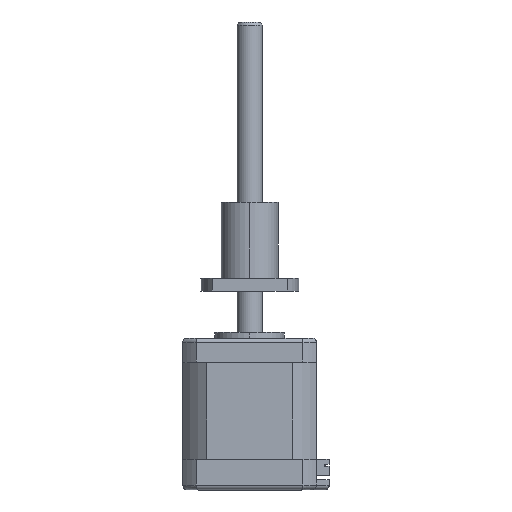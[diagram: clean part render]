
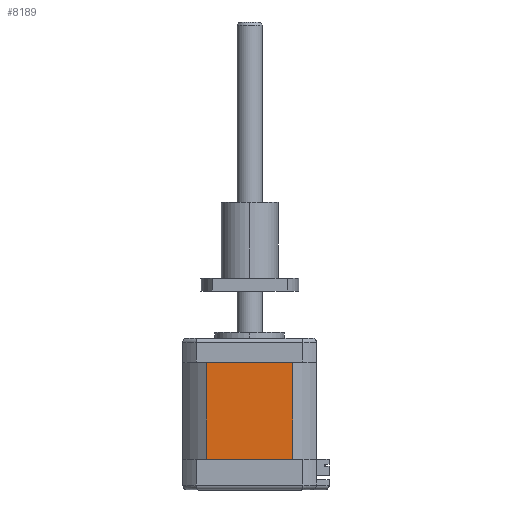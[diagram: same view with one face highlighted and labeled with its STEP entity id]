
A CAD part, top view. The second image highlights one B-rep face of the part: STEP entity #8189.
In plain terms, the highlighted planar face has unit normal (0, 0, 1).
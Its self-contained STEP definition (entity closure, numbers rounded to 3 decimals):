
#30 = VERTEX_POINT ( 'NONE', #11097 ) ;
#1223 = EDGE_CURVE ( 'NONE', #30, #4397, #18968, .T. ) ;
#1743 = VERTEX_POINT ( 'NONE', #7639 ) ;
#2161 = DIRECTION ( 'NONE',  ( 0., 0., -1. ) ) ;
#3724 = VECTOR ( 'NONE', #8642, 1000. ) ;
#4147 = EDGE_CURVE ( 'NONE', #8418, #30, #32214, .T. ) ;
#4397 = VERTEX_POINT ( 'NONE', #21645 ) ;
#5869 = CARTESIAN_POINT ( 'NONE',  ( 8.885, -16.057, 37.738 ) ) ;
#6418 = FACE_OUTER_BOUND ( 'NONE', #23733, .T. ) ;
#6908 = VECTOR ( 'NONE', #14734, 1000. ) ;
#7520 = CARTESIAN_POINT ( 'NONE',  ( 8.885, -16.057, 37.738 ) ) ;
#7639 = CARTESIAN_POINT ( 'NONE',  ( -18.303, -16.057, 37.738 ) ) ;
#8073 = DIRECTION ( 'NONE',  ( 0., 1., 0. ) ) ;
#8189 = ADVANCED_FACE ( 'NONE', ( #6418 ), #35687, .F. ) ;
#8418 = VERTEX_POINT ( 'NONE', #28245 ) ;
#8642 = DIRECTION ( 'NONE',  ( -1., 0., 0. ) ) ;
#10331 = EDGE_CURVE ( 'NONE', #8418, #1743, #29629, .T. ) ;
#11097 = CARTESIAN_POINT ( 'NONE',  ( 8.885, 14.443, 37.738 ) ) ;
#13797 = CARTESIAN_POINT ( 'NONE',  ( -18.303, -16.057, 37.738 ) ) ;
#14734 = DIRECTION ( 'NONE',  ( -1., 0., 0. ) ) ;
#15430 = AXIS2_PLACEMENT_3D ( 'NONE', #7520, #2161, #35916 ) ;
#18925 = LINE ( 'NONE', #13797, #32558 ) ;
#18968 = LINE ( 'NONE', #19967, #3724 ) ;
#19967 = CARTESIAN_POINT ( 'NONE',  ( 8.885, 14.443, 37.738 ) ) ;
#21645 = CARTESIAN_POINT ( 'NONE',  ( -18.303, 14.443, 37.738 ) ) ;
#21778 = ORIENTED_EDGE ( 'NONE', *, *, #1223, .T. ) ;
#23256 = ORIENTED_EDGE ( 'NONE', *, *, #4147, .T. ) ;
#23733 = EDGE_LOOP ( 'NONE', ( #21778, #34871, #35558, #23256 ) ) ;
#26052 = VECTOR ( 'NONE', #28669, 1000. ) ;
#28245 = CARTESIAN_POINT ( 'NONE',  ( 8.885, -16.057, 37.738 ) ) ;
#28669 = DIRECTION ( 'NONE',  ( 0., 1., 0. ) ) ;
#29629 = LINE ( 'NONE', #5869, #6908 ) ;
#32214 = LINE ( 'NONE', #34384, #26052 ) ;
#32558 = VECTOR ( 'NONE', #8073, 1000. ) ;
#33924 = EDGE_CURVE ( 'NONE', #1743, #4397, #18925, .T. ) ;
#34384 = CARTESIAN_POINT ( 'NONE',  ( 8.885, -16.057, 37.738 ) ) ;
#34871 = ORIENTED_EDGE ( 'NONE', *, *, #33924, .F. ) ;
#35558 = ORIENTED_EDGE ( 'NONE', *, *, #10331, .F. ) ;
#35687 = PLANE ( 'NONE',  #15430 ) ;
#35916 = DIRECTION ( 'NONE',  ( 1., 0., 0. ) ) ;
